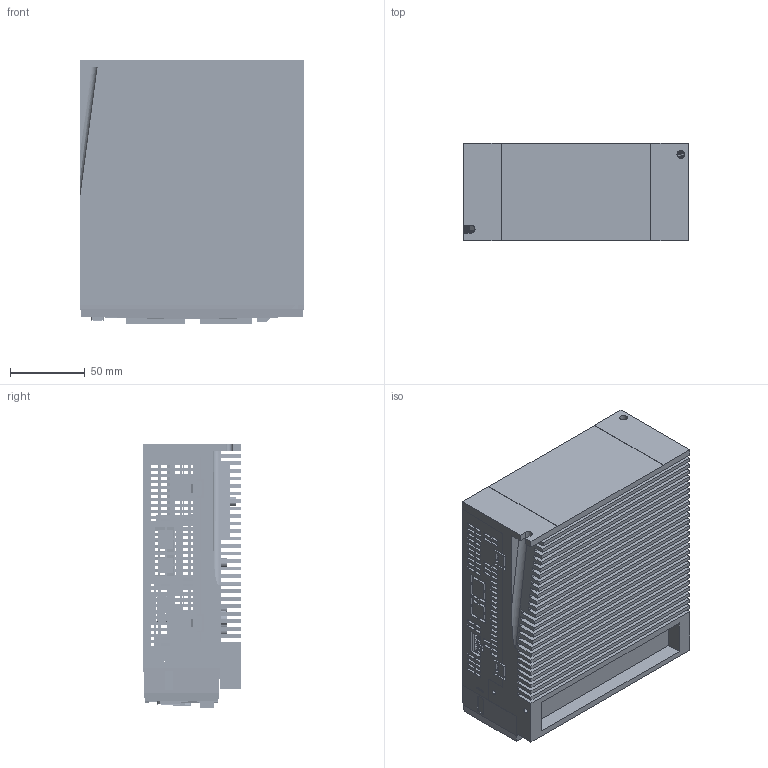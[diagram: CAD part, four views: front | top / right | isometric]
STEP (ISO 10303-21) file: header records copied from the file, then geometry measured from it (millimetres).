
FILE_DESCRIPTION (( 'STEP AP214' ), '1' );
FILE_NAME ('M3 750Wweb.STEP', '2018-08-17T05:57:38', ( '' ), ( '' ), 'SwSTEP 2.0', 'SolidWorks 2015', '' );
FILE_SCHEMA (( 'AUTOMOTIVE_DESIGN' ));
Length unit declared in the file: millimetre
Products named in the file (1): M3 750Wweb
Bounding box: 150.19 x 65.1 x 176.59 mm (x, y, z)
Surface area: 379328 mm2 (no closed solid volume)
Topology: 0 solids, 105 shells, 6508 faces, 20796 edges, 14252 vertices
Faces by surface type: plane 4853, cylinder 1558, bspline 39, cone 35, torus 23
Entity records: 302897 total; most frequent: CARTESIAN_POINT 44215, ORIENTED_EDGE 38051, DIRECTION 37079, EDGE_CURVE 20787, LINE 16765, VECTOR 16765, VERTEX_POINT 14252, AXIS2_PLACEMENT_3D 10157
